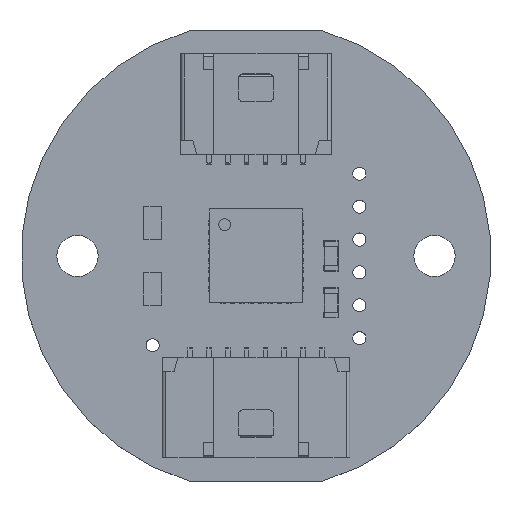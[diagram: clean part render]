
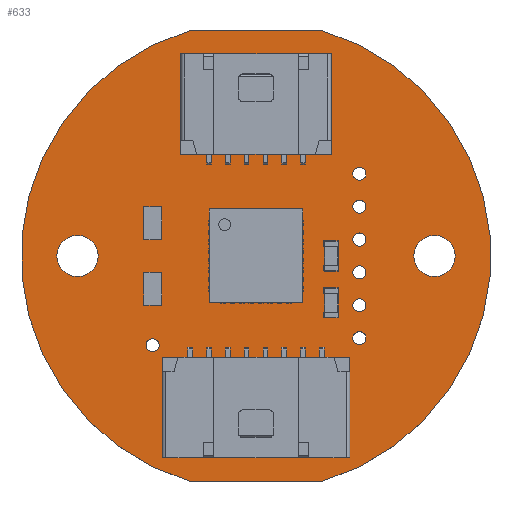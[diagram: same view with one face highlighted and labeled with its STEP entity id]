
A CAD part, top view. The second image highlights one B-rep face of the part: STEP entity #633.
In plain terms, the highlighted planar face has unit normal (0, 0, 1).
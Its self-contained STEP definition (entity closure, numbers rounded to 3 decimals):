
#176 = VERTEX_POINT('',#177);
#177 = CARTESIAN_POINT('',(-3.5,-12.,1.573));
#183 = EDGE_CURVE('',#176,#184,#186,.T.);
#184 = VERTEX_POINT('',#185);
#185 = CARTESIAN_POINT('',(3.5,-12.,1.573));
#186 = LINE('',#187,#188);
#187 = CARTESIAN_POINT('',(-3.5,-12.,1.573));
#188 = VECTOR('',#189,1.);
#189 = DIRECTION('',(1.,0.,0.));
#214 = EDGE_CURVE('',#184,#215,#217,.T.);
#215 = VERTEX_POINT('',#216);
#216 = CARTESIAN_POINT('',(3.5,12.,1.573));
#217 = CIRCLE('',#218,12.5);
#218 = AXIS2_PLACEMENT_3D('',#219,#220,#221);
#219 = CARTESIAN_POINT('',(0.,0.,1.573));
#220 = DIRECTION('',(0.,-0.,1.));
#221 = DIRECTION('',(0.28,-0.96,-0.));
#247 = EDGE_CURVE('',#215,#248,#250,.T.);
#248 = VERTEX_POINT('',#249);
#249 = CARTESIAN_POINT('',(-3.5,12.,1.573));
#250 = LINE('',#251,#252);
#251 = CARTESIAN_POINT('',(3.5,12.,1.573));
#252 = VECTOR('',#253,1.);
#253 = DIRECTION('',(-1.,0.,0.));
#278 = EDGE_CURVE('',#248,#176,#279,.T.);
#279 = CIRCLE('',#280,12.5);
#280 = AXIS2_PLACEMENT_3D('',#281,#282,#283);
#281 = CARTESIAN_POINT('',(0.,0.,1.573));
#282 = DIRECTION('',(0.,0.,1.));
#283 = DIRECTION('',(-0.28,0.96,0.));
#304 = VERTEX_POINT('',#305);
#305 = CARTESIAN_POINT('',(-5.15,-4.75,1.573));
#311 = EDGE_CURVE('',#304,#304,#312,.T.);
#312 = CIRCLE('',#313,0.35);
#313 = AXIS2_PLACEMENT_3D('',#314,#315,#316);
#314 = CARTESIAN_POINT('',(-5.5,-4.75,1.573));
#315 = DIRECTION('',(0.,0.,1.));
#316 = DIRECTION('',(1.,0.,-0.));
#337 = VERTEX_POINT('',#338);
#338 = CARTESIAN_POINT('',(5.85,-0.875,1.573));
#344 = EDGE_CURVE('',#337,#337,#345,.T.);
#345 = CIRCLE('',#346,0.35);
#346 = AXIS2_PLACEMENT_3D('',#347,#348,#349);
#347 = CARTESIAN_POINT('',(5.5,-0.875,1.573));
#348 = DIRECTION('',(0.,0.,1.));
#349 = DIRECTION('',(1.,0.,-0.));
#370 = VERTEX_POINT('',#371);
#371 = CARTESIAN_POINT('',(-8.4,0.,1.573));
#377 = EDGE_CURVE('',#370,#370,#378,.T.);
#378 = CIRCLE('',#379,1.1);
#379 = AXIS2_PLACEMENT_3D('',#380,#381,#382);
#380 = CARTESIAN_POINT('',(-9.5,0.,1.573));
#381 = DIRECTION('',(0.,0.,1.));
#382 = DIRECTION('',(1.,0.,-0.));
#403 = VERTEX_POINT('',#404);
#404 = CARTESIAN_POINT('',(5.85,2.625,1.573));
#410 = EDGE_CURVE('',#403,#403,#411,.T.);
#411 = CIRCLE('',#412,0.35);
#412 = AXIS2_PLACEMENT_3D('',#413,#414,#415);
#413 = CARTESIAN_POINT('',(5.5,2.625,1.573));
#414 = DIRECTION('',(0.,0.,1.));
#415 = DIRECTION('',(1.,0.,-0.));
#436 = VERTEX_POINT('',#437);
#437 = CARTESIAN_POINT('',(5.85,-2.625,1.573));
#443 = EDGE_CURVE('',#436,#436,#444,.T.);
#444 = CIRCLE('',#445,0.35);
#445 = AXIS2_PLACEMENT_3D('',#446,#447,#448);
#446 = CARTESIAN_POINT('',(5.5,-2.625,1.573));
#447 = DIRECTION('',(0.,0.,1.));
#448 = DIRECTION('',(1.,0.,-0.));
#469 = VERTEX_POINT('',#470);
#470 = CARTESIAN_POINT('',(5.85,-4.375,1.573));
#476 = EDGE_CURVE('',#469,#469,#477,.T.);
#477 = CIRCLE('',#478,0.35);
#478 = AXIS2_PLACEMENT_3D('',#479,#480,#481);
#479 = CARTESIAN_POINT('',(5.5,-4.375,1.573));
#480 = DIRECTION('',(0.,0.,1.));
#481 = DIRECTION('',(1.,0.,-0.));
#502 = VERTEX_POINT('',#503);
#503 = CARTESIAN_POINT('',(5.85,4.375,1.573));
#509 = EDGE_CURVE('',#502,#502,#510,.T.);
#510 = CIRCLE('',#511,0.35);
#511 = AXIS2_PLACEMENT_3D('',#512,#513,#514);
#512 = CARTESIAN_POINT('',(5.5,4.375,1.573));
#513 = DIRECTION('',(0.,0.,1.));
#514 = DIRECTION('',(1.,0.,-0.));
#535 = VERTEX_POINT('',#536);
#536 = CARTESIAN_POINT('',(10.6,0.,1.573));
#542 = EDGE_CURVE('',#535,#535,#543,.T.);
#543 = CIRCLE('',#544,1.1);
#544 = AXIS2_PLACEMENT_3D('',#545,#546,#547);
#545 = CARTESIAN_POINT('',(9.5,0.,1.573));
#546 = DIRECTION('',(0.,0.,1.));
#547 = DIRECTION('',(1.,0.,-0.));
#568 = VERTEX_POINT('',#569);
#569 = CARTESIAN_POINT('',(5.85,0.875,1.573));
#575 = EDGE_CURVE('',#568,#568,#576,.T.);
#576 = CIRCLE('',#577,0.35);
#577 = AXIS2_PLACEMENT_3D('',#578,#579,#580);
#578 = CARTESIAN_POINT('',(5.5,0.875,1.573));
#579 = DIRECTION('',(0.,0.,1.));
#580 = DIRECTION('',(1.,0.,-0.));
#633 = ADVANCED_FACE('',(#634,#640,#643,#646,#649,#652,#655,#658,#661,
    #664),#667,.T.);
#634 = FACE_BOUND('',#635,.T.);
#635 = EDGE_LOOP('',(#636,#637,#638,#639));
#636 = ORIENTED_EDGE('',*,*,#183,.T.);
#637 = ORIENTED_EDGE('',*,*,#214,.T.);
#638 = ORIENTED_EDGE('',*,*,#247,.T.);
#639 = ORIENTED_EDGE('',*,*,#278,.T.);
#640 = FACE_BOUND('',#641,.T.);
#641 = EDGE_LOOP('',(#642));
#642 = ORIENTED_EDGE('',*,*,#311,.F.);
#643 = FACE_BOUND('',#644,.T.);
#644 = EDGE_LOOP('',(#645));
#645 = ORIENTED_EDGE('',*,*,#344,.F.);
#646 = FACE_BOUND('',#647,.T.);
#647 = EDGE_LOOP('',(#648));
#648 = ORIENTED_EDGE('',*,*,#377,.F.);
#649 = FACE_BOUND('',#650,.T.);
#650 = EDGE_LOOP('',(#651));
#651 = ORIENTED_EDGE('',*,*,#410,.F.);
#652 = FACE_BOUND('',#653,.T.);
#653 = EDGE_LOOP('',(#654));
#654 = ORIENTED_EDGE('',*,*,#443,.F.);
#655 = FACE_BOUND('',#656,.T.);
#656 = EDGE_LOOP('',(#657));
#657 = ORIENTED_EDGE('',*,*,#476,.F.);
#658 = FACE_BOUND('',#659,.T.);
#659 = EDGE_LOOP('',(#660));
#660 = ORIENTED_EDGE('',*,*,#509,.F.);
#661 = FACE_BOUND('',#662,.T.);
#662 = EDGE_LOOP('',(#663));
#663 = ORIENTED_EDGE('',*,*,#542,.F.);
#664 = FACE_BOUND('',#665,.T.);
#665 = EDGE_LOOP('',(#666));
#666 = ORIENTED_EDGE('',*,*,#575,.F.);
#667 = PLANE('',#668);
#668 = AXIS2_PLACEMENT_3D('',#669,#670,#671);
#669 = CARTESIAN_POINT('',(0.,0.,
    1.573));
#670 = DIRECTION('',(0.,0.,1.));
#671 = DIRECTION('',(1.,0.,-0.));
